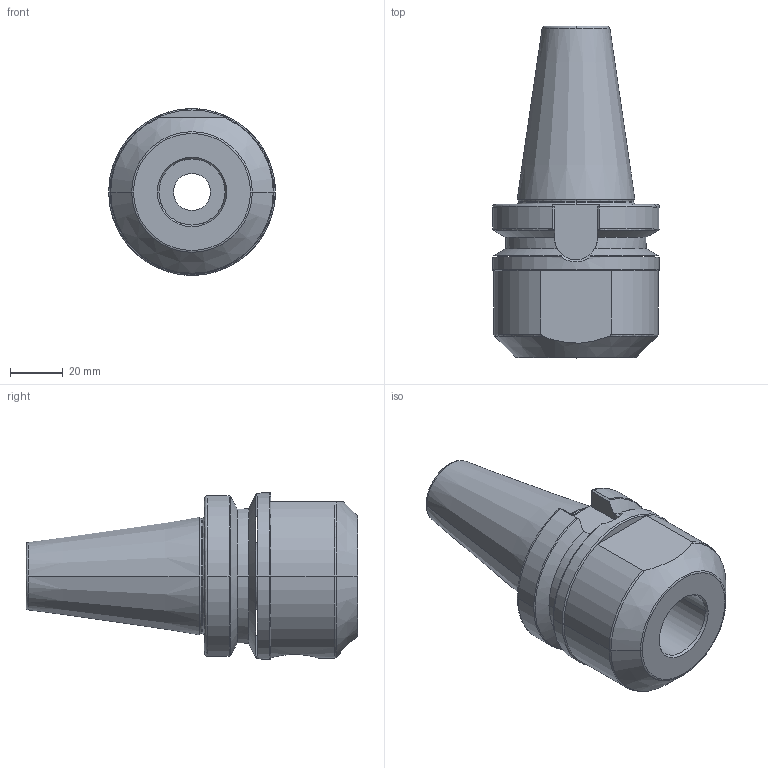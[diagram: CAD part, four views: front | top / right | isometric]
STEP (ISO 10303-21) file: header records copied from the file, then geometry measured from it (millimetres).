
FILE_DESCRIPTION (( 'STEP AP203' ), '1' );
FILE_NAME ('BT40-SLA25-60.STEP', '2021-01-10T06:38:30', ( '微软用户' ), ( '微软中国' ), 'SwSTEP 2.0', 'SolidWorks 2016', '' );
FILE_SCHEMA (( 'CONFIG_CONTROL_DESIGN' ));
Length unit declared in the file: millimetre
Products named in the file (1): BT40-SLA25-60
Bounding box: 63 x 125.4 x 63 mm (x, y, z)
Volume: 179557.8 mm3; surface area: 32262.5 mm2
Topology: 1 solids, 1 shells, 106 faces, 282 edges, 176 vertices
Faces by surface type: cylinder 31, bspline 24, plane 23, cone 21, torus 7
Entity records: 5366 total; most frequent: CARTESIAN_POINT 2788, ORIENTED_EDGE 556, DIRECTION 492, EDGE_CURVE 278, AXIS2_PLACEMENT_3D 198, VERTEX_POINT 176, CIRCLE 115, EDGE_LOOP 114
